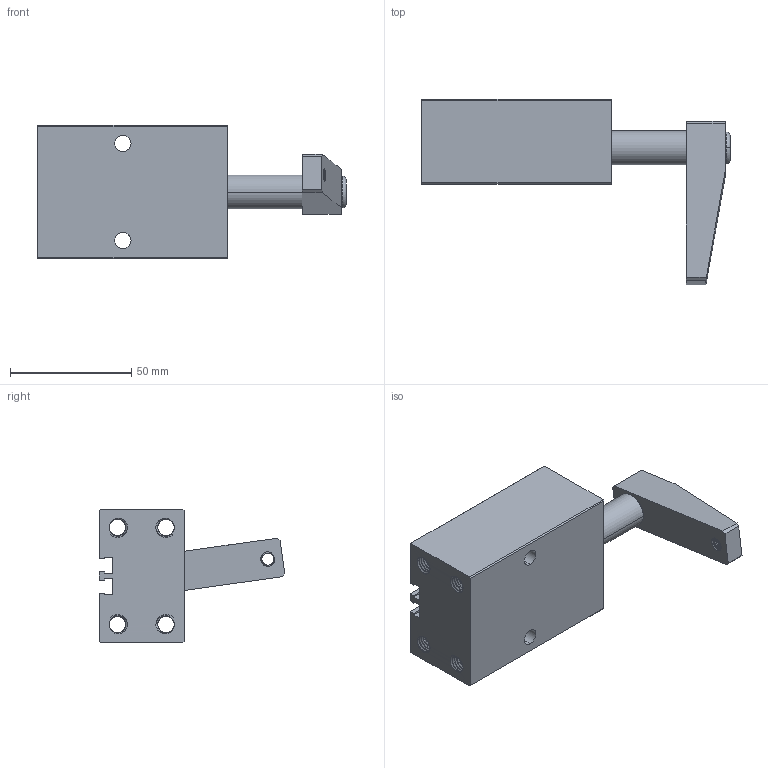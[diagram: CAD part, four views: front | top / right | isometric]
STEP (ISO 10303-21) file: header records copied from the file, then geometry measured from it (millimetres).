
FILE_DESCRIPTION (( 'STEP AP203' ), '1' );
FILE_NAME ('PSB-25.STEP', '2019-05-02T07:44:35', ( 'User' ), ( 'china' ), 'SwSTEP 2.0', 'SolidWorks 2018', '' );
FILE_SCHEMA (( 'CONFIG_CONTROL_DESIGN' ));
Length unit declared in the file: millimetre
Products named in the file (5): PSB-25HSG; PSB-25YB; M8X20; PSB-25BT; PSB-25
Assembly tree (4 placements, depth 2):
  PSB-25
    PSB-25BT
    PSB-25HSG
    PSB-25YB
    M8X20
Bounding box: 127 x 76.43 x 55 mm (x, y, z)
Volume: 133922.8 mm3; surface area: 46189.5 mm2
Topology: 4 solids, 4 shells, 453 faces, 1550 edges, 1109 vertices
Faces by surface type: cylinder 294, plane 69, bspline 68, cone 14, torus 8
Entity records: 90634 total; most frequent: CARTESIAN_POINT 78745, ORIENTED_EDGE 3096, EDGE_CURVE 1548, DIRECTION 1320, VERTEX_POINT 1109, B_SPLINE_CURVE_WITH_KNOTS 1063, EDGE_LOOP 485, ADVANCED_FACE 453
